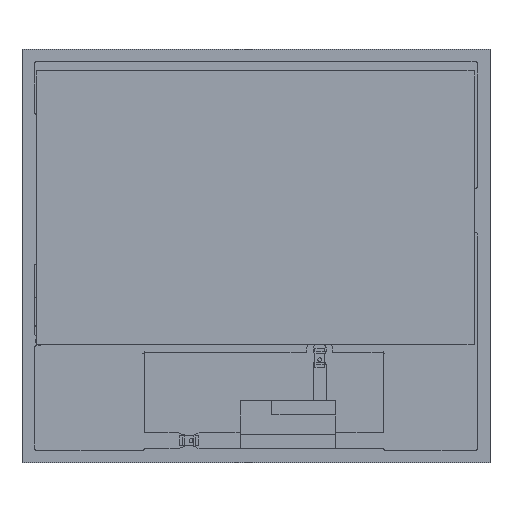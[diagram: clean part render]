
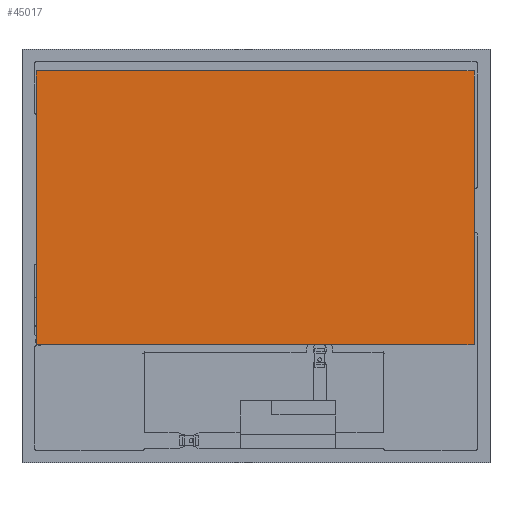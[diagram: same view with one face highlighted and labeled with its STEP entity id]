
A CAD part, top view. The second image highlights one B-rep face of the part: STEP entity #45017.
In plain terms, the highlighted planar face has unit normal (0, 0, 1).
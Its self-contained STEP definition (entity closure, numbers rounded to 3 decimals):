
#4706=FACE_OUTER_BOUND('',#7139,.T.);
#7139=EDGE_LOOP('',(#40586,#40587,#40588,#40589));
#11405=LINE('',#77691,#15829);
#11406=LINE('',#77693,#15830);
#11407=LINE('',#77695,#15831);
#11408=LINE('',#77696,#15832);
#15829=VECTOR('',#64050,1.);
#15830=VECTOR('',#64051,1.);
#15831=VECTOR('',#64052,1.);
#15832=VECTOR('',#64053,1.);
#22072=VERTEX_POINT('',#77689);
#22073=VERTEX_POINT('',#77690);
#22074=VERTEX_POINT('',#77692);
#22075=VERTEX_POINT('',#77694);
#28287=EDGE_CURVE('',#22072,#22073,#11405,.T.);
#28288=EDGE_CURVE('',#22073,#22074,#11406,.T.);
#28289=EDGE_CURVE('',#22074,#22075,#11407,.T.);
#28290=EDGE_CURVE('',#22075,#22072,#11408,.T.);
#40586=ORIENTED_EDGE('',*,*,#28287,.T.);
#40587=ORIENTED_EDGE('',*,*,#28288,.T.);
#40588=ORIENTED_EDGE('',*,*,#28289,.T.);
#40589=ORIENTED_EDGE('',*,*,#28290,.T.);
#42645=PLANE('',#51041);
#45017=ADVANCED_FACE('',(#4706),#42645,.T.);
#51041=AXIS2_PLACEMENT_3D('',#77688,#64048,#64049);
#64048=DIRECTION('center_axis',(0.,0.,1.));
#64049=DIRECTION('ref_axis',(1.,0.,0.));
#64050=DIRECTION('',(1.,0.,0.));
#64051=DIRECTION('',(0.,1.,0.));
#64052=DIRECTION('',(-1.,0.,0.));
#64053=DIRECTION('',(0.,-1.,0.));
#77688=CARTESIAN_POINT('Origin',(6.875,4.3,1.4));
#77689=CARTESIAN_POINT('',(0.,0.,1.4));
#77690=CARTESIAN_POINT('',(13.75,0.,1.4));
#77691=CARTESIAN_POINT('',(6.875,0.,1.4));
#77692=CARTESIAN_POINT('',(13.75,8.6,1.4));
#77693=CARTESIAN_POINT('',(13.75,4.3,1.4));
#77694=CARTESIAN_POINT('',(0.,8.6,1.4));
#77695=CARTESIAN_POINT('',(6.875,8.6,1.4));
#77696=CARTESIAN_POINT('',(0.,4.3,1.4));
